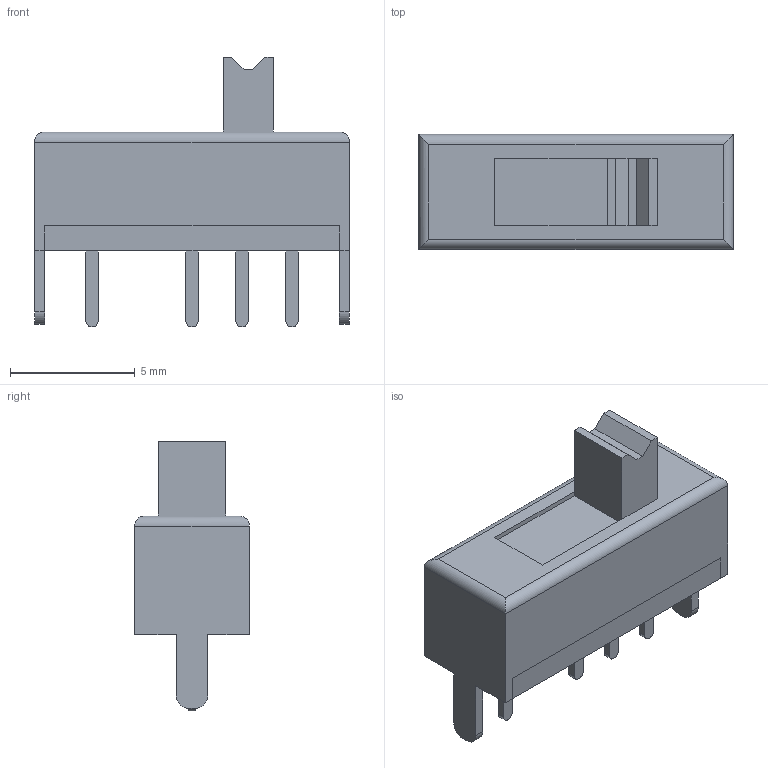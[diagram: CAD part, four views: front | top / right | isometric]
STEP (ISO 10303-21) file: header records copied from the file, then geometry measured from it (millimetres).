
FILE_DESCRIPTION (( 'STEP AP214' ), '1' );
FILE_NAME ('Switch 1P3T.STEP', '2018-09-15T07:10:06', ( '' ), ( '' ), 'SwSTEP 2.0', 'SolidWorks 2018', '' );
FILE_SCHEMA (( 'AUTOMOTIVE_DESIGN' ));
Length unit declared in the file: millimetre
Products named in the file (1): Switch 1P3T
Bounding box: 12.6 x 4.6 x 10.8 mm (x, y, z)
Volume: 292.1 mm3; surface area: 475.8 mm2
Topology: 2 solids, 2 shells, 65 faces, 162 edges, 106 vertices
Faces by surface type: plane 53, cylinder 12
Entity records: 2057 total; most frequent: CARTESIAN_POINT 346, ORIENTED_EDGE 324, DIRECTION 306, EDGE_CURVE 162, VECTOR 142, LINE 142, VERTEX_POINT 106, AXIS2_PLACEMENT_3D 82
